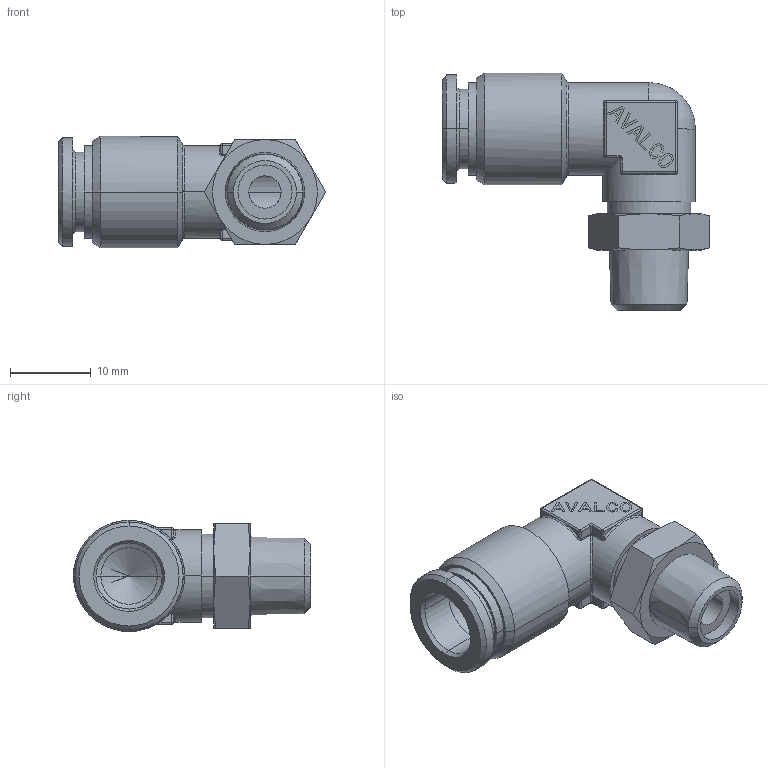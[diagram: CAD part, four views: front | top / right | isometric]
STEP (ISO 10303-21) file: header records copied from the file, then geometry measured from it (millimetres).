
FILE_DESCRIPTION(('CATIA V5 STEP Exchange'),'2;1');
FILE_NAME('PR505B-08R18.stp','2018-04-14T14:53:04+00:00',('none'),('none'),'CATIA Version 5 Release 21 GA (IN-10)','CATIA V5 STEP AP203','none');
FILE_SCHEMA(('CONFIG_CONTROL_DESIGN'));
Length unit declared in the file: millimetre
Products named in the file (1): PR505B-08R18
Bounding box: 33.11 x 29.4 x 13.8 mm (x, y, z)
Volume: 3824.6 mm3; surface area: 3446.7 mm2
Topology: 1 solids, 1 shells, 410 faces, 1025 edges, 641 vertices
Faces by surface type: plane 260, cylinder 60, cone 36, torus 20, bspline 18, sphere 16
Entity records: 13303 total; most frequent: CARTESIAN_POINT 4111, ORIENTED_EDGE 2042, DIRECTION 1580, EDGE_CURVE 1021, VECTOR 741, LINE 741, VERTEX_POINT 641, AXIS2_PLACEMENT_3D 490
